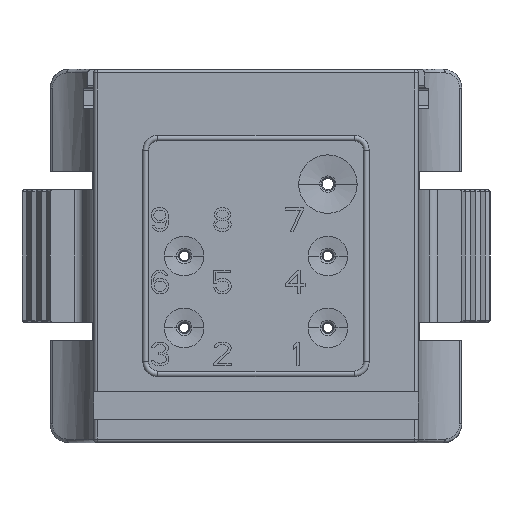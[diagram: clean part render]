
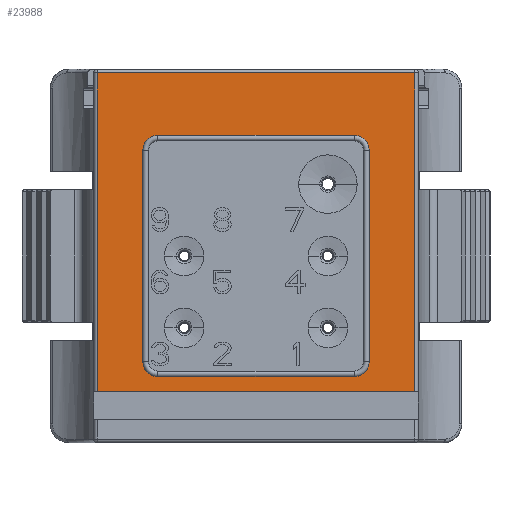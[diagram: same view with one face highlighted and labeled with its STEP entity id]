
A CAD part, front view. The second image highlights one B-rep face of the part: STEP entity #23988.
In plain terms, the highlighted planar face has unit normal (0, -1, 0).
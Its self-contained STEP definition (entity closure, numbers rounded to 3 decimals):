
#488=DIRECTION('',(0.,0.,-1.));
#489=VECTOR('',#488,16.9);
#490=CARTESIAN_POINT('',(-8.4,-1.6,9.7));
#491=LINE('',#490,#489);
#512=DIRECTION('',(-1.,0.,0.));
#513=VECTOR('',#512,16.8);
#514=CARTESIAN_POINT('',(8.4,-1.6,-7.2));
#515=LINE('',#514,#513);
#516=DIRECTION('',(0.,0.,1.));
#517=VECTOR('',#516,11.2);
#518=CARTESIAN_POINT('',(-6.,-1.6,-5.6));
#519=LINE('',#518,#517);
#520=CARTESIAN_POINT('',(-5.2,-1.6,-5.6));
#521=DIRECTION('',(0.,1.,0.));
#522=DIRECTION('',(0.,0.,-1.));
#523=AXIS2_PLACEMENT_3D('',#520,#521,#522);
#525=DIRECTION('',(-1.,0.,0.));
#526=VECTOR('',#525,10.4);
#527=CARTESIAN_POINT('',(5.2,-1.6,-6.4));
#528=LINE('',#527,#526);
#529=CARTESIAN_POINT('',(5.2,-1.6,-5.6));
#530=DIRECTION('',(0.,1.,0.));
#531=DIRECTION('',(1.,0.,0.));
#532=AXIS2_PLACEMENT_3D('',#529,#530,#531);
#534=DIRECTION('',(0.,0.,-1.));
#535=VECTOR('',#534,11.2);
#536=CARTESIAN_POINT('',(6.,-1.6,5.6));
#537=LINE('',#536,#535);
#538=CARTESIAN_POINT('',(5.2,-1.6,5.6));
#539=DIRECTION('',(0.,1.,0.));
#540=DIRECTION('',(0.,0.,1.));
#541=AXIS2_PLACEMENT_3D('',#538,#539,#540);
#543=DIRECTION('',(1.,0.,0.));
#544=VECTOR('',#543,10.4);
#545=CARTESIAN_POINT('',(-5.2,-1.6,6.4));
#546=LINE('',#545,#544);
#547=CARTESIAN_POINT('',(-5.2,-1.6,5.6));
#548=DIRECTION('',(0.,1.,0.));
#549=DIRECTION('',(-1.,0.,0.));
#550=AXIS2_PLACEMENT_3D('',#547,#548,#549);
#552=DIRECTION('',(-1.,0.,0.));
#553=VECTOR('',#552,16.8);
#554=CARTESIAN_POINT('',(8.4,-1.6,9.7));
#555=LINE('',#554,#553);
#3062=DIRECTION('',(0.,0.,1.));
#3063=VECTOR('',#3062,16.9);
#3064=CARTESIAN_POINT('',(8.4,-1.6,-7.2));
#3065=LINE('',#3064,#3063);
#18531=CARTESIAN_POINT('',(-8.4,-1.6,9.7));
#18532=CARTESIAN_POINT('',(-8.4,-1.6,-7.2));
#18533=VERTEX_POINT('',#18531);
#18534=VERTEX_POINT('',#18532);
#18539=CARTESIAN_POINT('',(8.4,-1.6,9.7));
#18540=VERTEX_POINT('',#18539);
#18545=CARTESIAN_POINT('',(8.4,-1.6,-7.2));
#18546=VERTEX_POINT('',#18545);
#19400=CARTESIAN_POINT('',(-6.,-1.6,-5.6));
#19401=CARTESIAN_POINT('',(-6.,-1.6,5.6));
#19402=VERTEX_POINT('',#19400);
#19403=VERTEX_POINT('',#19401);
#19404=CARTESIAN_POINT('',(-5.2,-1.6,6.4));
#19405=VERTEX_POINT('',#19404);
#19406=CARTESIAN_POINT('',(5.2,-1.6,6.4));
#19407=VERTEX_POINT('',#19406);
#19408=CARTESIAN_POINT('',(6.,-1.6,5.6));
#19409=VERTEX_POINT('',#19408);
#19410=CARTESIAN_POINT('',(6.,-1.6,-5.6));
#19411=VERTEX_POINT('',#19410);
#19412=CARTESIAN_POINT('',(5.2,-1.6,-6.4));
#19413=VERTEX_POINT('',#19412);
#19414=CARTESIAN_POINT('',(-5.2,-1.6,-6.4));
#19415=VERTEX_POINT('',#19414);
#23957=CARTESIAN_POINT('',(-7.1,-1.6,7.3));
#23958=DIRECTION('',(0.,-1.,0.));
#23959=DIRECTION('',(1.,0.,0.));
#23960=AXIS2_PLACEMENT_3D('',#23957,#23958,#23959);
#23961=PLANE('',#23960);
#23962=ORIENTED_EDGE('',*,*,#23948,.F.);
#23964=ORIENTED_EDGE('',*,*,#23963,.F.);
#23966=ORIENTED_EDGE('',*,*,#23965,.F.);
#23967=ORIENTED_EDGE('',*,*,#23932,.T.);
#23968=EDGE_LOOP('',(#23962,#23964,#23966,#23967));
#23969=FACE_OUTER_BOUND('',#23968,.F.);
#23971=ORIENTED_EDGE('',*,*,#23970,.F.);
#23973=ORIENTED_EDGE('',*,*,#23972,.F.);
#23975=ORIENTED_EDGE('',*,*,#23974,.F.);
#23977=ORIENTED_EDGE('',*,*,#23976,.F.);
#23979=ORIENTED_EDGE('',*,*,#23978,.F.);
#23981=ORIENTED_EDGE('',*,*,#23980,.F.);
#23983=ORIENTED_EDGE('',*,*,#23982,.F.);
#23985=ORIENTED_EDGE('',*,*,#23984,.F.);
#23986=EDGE_LOOP('',(#23971,#23973,#23975,#23977,#23979,#23981,#23983,#23985));
#23987=FACE_BOUND('',#23986,.F.);
#23988=ADVANCED_FACE('',(#23969,#23987),#23961,.T.);
#524=CIRCLE('',#523,0.8);
#533=CIRCLE('',#532,0.8);
#542=CIRCLE('',#541,0.8);
#551=CIRCLE('',#550,0.8);
#23932=EDGE_CURVE('',#18546,#18534,#515,.T.);
#23948=EDGE_CURVE('',#18533,#18534,#491,.T.);
#23963=EDGE_CURVE('',#18540,#18533,#555,.T.);
#23965=EDGE_CURVE('',#18546,#18540,#3065,.T.);
#23970=EDGE_CURVE('',#19402,#19403,#519,.T.);
#23972=EDGE_CURVE('',#19415,#19402,#524,.T.);
#23974=EDGE_CURVE('',#19413,#19415,#528,.T.);
#23976=EDGE_CURVE('',#19411,#19413,#533,.T.);
#23978=EDGE_CURVE('',#19409,#19411,#537,.T.);
#23980=EDGE_CURVE('',#19407,#19409,#542,.T.);
#23982=EDGE_CURVE('',#19405,#19407,#546,.T.);
#23984=EDGE_CURVE('',#19403,#19405,#551,.T.);
